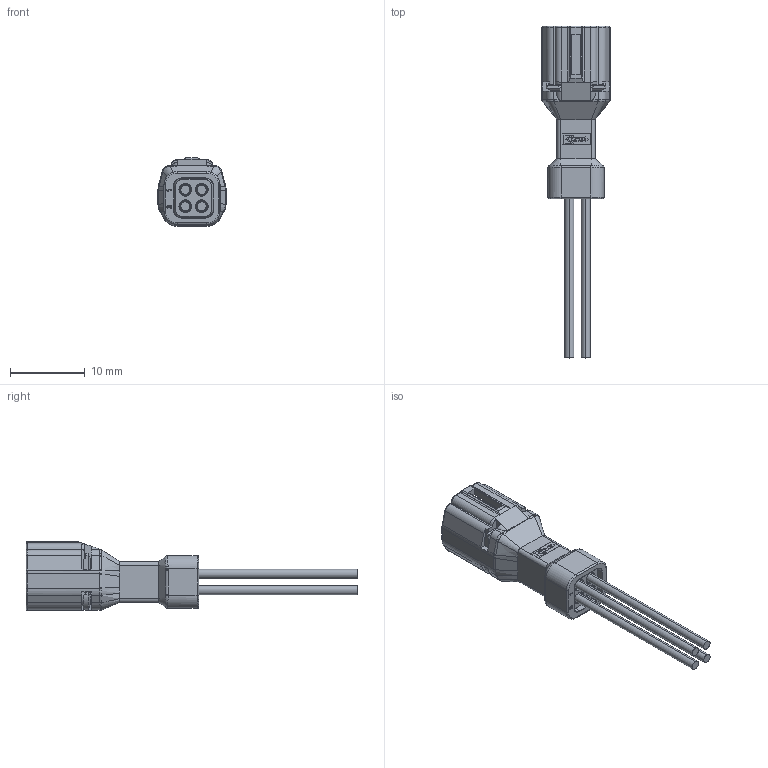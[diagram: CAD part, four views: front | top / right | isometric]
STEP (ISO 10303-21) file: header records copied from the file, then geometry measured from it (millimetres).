
FILE_DESCRIPTION((''),'2;1');
FILE_NAME('04PIN-G','2025-03-19T09:48:33',('NK210218'),(''),'CREO PARAMETRIC BY PTC INC, 2020053','CREO PARAMETRIC BY PTC INC, 2020053','');
FILE_SCHEMA(('CONFIG_CONTROL_DESIGN','SHAPE_APPEARANCE_LAYERS_GROUPS'));
Length unit declared in the file: inch
Products named in the file (1): 04PIN-G
Bounding box: 9.1 x 44.35 x 9.15 mm (x, y, z)
Volume: 873.4 mm3; surface area: 1725.8 mm2
Topology: 3 solids, 6 shells, 1013 faces, 2523 edges, 1543 vertices
Faces by surface type: plane 472, cylinder 220, torus 130, cone 112, bspline 69, extrusion 10
Entity records: 42185 total; most frequent: CARTESIAN_POINT 11392, ORIENTED_EDGE 5046, DIRECTION 4701, EDGE_CURVE 2523, AXIS2_PLACEMENT_3D 1574, VECTOR 1553, LINE 1543, VERTEX_POINT 1543
